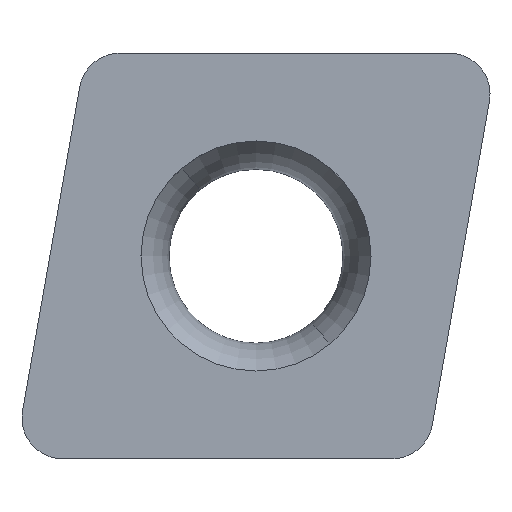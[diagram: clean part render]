
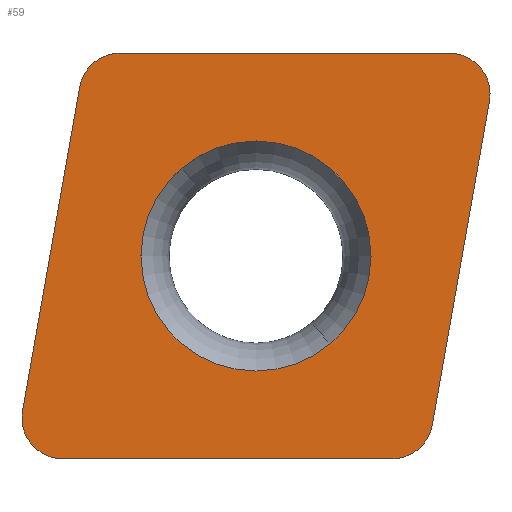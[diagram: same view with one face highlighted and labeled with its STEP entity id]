
A CAD part, top view. The second image highlights one B-rep face of the part: STEP entity #59.
In plain terms, the highlighted planar face has unit normal (0, 0, 1).
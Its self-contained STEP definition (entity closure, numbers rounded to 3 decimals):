
#59=ADVANCED_FACE('',(#81,#82),#75,.T.);
#75=PLANE('',#429);
#81=FACE_BOUND('',#85,.T.);
#82=FACE_BOUND('',#86,.T.);
#85=EDGE_LOOP('',(#103,#104,#105,#106,#107,#108,#109,#110,#111,#112));
#86=EDGE_LOOP('',(#113,#114));
#103=ORIENTED_EDGE('',*,*,#215,.F.);
#104=ORIENTED_EDGE('',*,*,#216,.F.);
#105=ORIENTED_EDGE('',*,*,#217,.F.);
#106=ORIENTED_EDGE('',*,*,#218,.F.);
#107=ORIENTED_EDGE('',*,*,#219,.F.);
#108=ORIENTED_EDGE('',*,*,#220,.F.);
#109=ORIENTED_EDGE('',*,*,#221,.F.);
#110=ORIENTED_EDGE('',*,*,#222,.F.);
#111=ORIENTED_EDGE('',*,*,#223,.F.);
#112=ORIENTED_EDGE('',*,*,#224,.F.);
#113=ORIENTED_EDGE('',*,*,#225,.F.);
#114=ORIENTED_EDGE('',*,*,#226,.F.);
#187=VERTEX_POINT('',#596);
#188=VERTEX_POINT('',#597);
#189=VERTEX_POINT('',#599);
#190=VERTEX_POINT('',#601);
#191=VERTEX_POINT('',#603);
#192=VERTEX_POINT('',#605);
#193=VERTEX_POINT('',#607);
#194=VERTEX_POINT('',#609);
#195=VERTEX_POINT('',#611);
#196=VERTEX_POINT('',#613);
#197=VERTEX_POINT('',#616);
#198=VERTEX_POINT('',#617);
#215=EDGE_CURVE('',#187,#188,#265,.T.);
#216=EDGE_CURVE('',#189,#187,#266,.T.);
#217=EDGE_CURVE('',#190,#189,#327,.T.);
#218=EDGE_CURVE('',#191,#190,#267,.T.);
#219=EDGE_CURVE('',#192,#191,#328,.T.);
#220=EDGE_CURVE('',#193,#192,#268,.T.);
#221=EDGE_CURVE('',#194,#193,#269,.T.);
#222=EDGE_CURVE('',#195,#194,#329,.T.);
#223=EDGE_CURVE('',#196,#195,#270,.T.);
#224=EDGE_CURVE('',#188,#196,#330,.T.);
#225=EDGE_CURVE('',#197,#198,#271,.T.);
#226=EDGE_CURVE('',#198,#197,#272,.T.);
#265=CIRCLE('',#421,0.8);
#266=CIRCLE('',#422,0.8);
#267=CIRCLE('',#423,0.8);
#268=CIRCLE('',#424,0.8);
#269=CIRCLE('',#425,0.8);
#270=CIRCLE('',#426,0.8);
#271=CIRCLE('',#427,2.25);
#272=CIRCLE('',#428,2.25);
#327=LINE('',#600,#351);
#328=LINE('',#604,#352);
#329=LINE('',#610,#353);
#330=LINE('',#614,#354);
#351=VECTOR('',#487,1.);
#352=VECTOR('',#490,1.);
#353=VECTOR('',#495,1.);
#354=VECTOR('',#498,1.);
#421=AXIS2_PLACEMENT_3D('',#595,#483,#484);
#422=AXIS2_PLACEMENT_3D('',#598,#485,#486);
#423=AXIS2_PLACEMENT_3D('',#602,#488,#489);
#424=AXIS2_PLACEMENT_3D('',#606,#491,#492);
#425=AXIS2_PLACEMENT_3D('',#608,#493,#494);
#426=AXIS2_PLACEMENT_3D('',#612,#496,#497);
#427=AXIS2_PLACEMENT_3D('',#615,#499,#500);
#428=AXIS2_PLACEMENT_3D('',#618,#501,#502);
#429=AXIS2_PLACEMENT_3D('',#619,#503,#504);
#483=DIRECTION('',(0.,0.,-1.));
#484=DIRECTION('',(-0.643,0.766,0.));
#485=DIRECTION('',(0.,0.,-1.));
#486=DIRECTION('',(-0.985,0.174,0.));
#487=DIRECTION('',(0.174,0.985,0.));
#488=DIRECTION('',(0.,0.,-1.));
#489=DIRECTION('',(0.,-1.,0.));
#490=DIRECTION('',(-1.,0.,0.));
#491=DIRECTION('',(0.,0.,-1.));
#492=DIRECTION('',(0.643,-0.766,0.));
#493=DIRECTION('',(0.,0.,-1.));
#494=DIRECTION('',(0.985,-0.174,0.));
#495=DIRECTION('',(-0.174,-0.985,0.));
#496=DIRECTION('',(0.,0.,-1.));
#497=DIRECTION('',(0.,1.,0.));
#498=DIRECTION('',(1.,0.,0.));
#499=DIRECTION('',(0.,0.,1.));
#500=DIRECTION('',(0.643,-0.766,0.));
#501=DIRECTION('',(0.,0.,1.));
#502=DIRECTION('',(-0.643,0.766,0.));
#503=DIRECTION('',(0.,0.,1.));
#504=DIRECTION('',(-0.643,0.766,0.));
#595=CARTESIAN_POINT('',(-2.66,3.17,0.));
#596=CARTESIAN_POINT('',(-3.174,3.783,0.));
#597=CARTESIAN_POINT('',(-2.66,3.97,0.));
#598=CARTESIAN_POINT('',(-2.66,3.17,0.));
#599=CARTESIAN_POINT('',(-3.448,3.309,0.));
#600=CARTESIAN_POINT('',(-4.566,-3.031,0.));
#601=CARTESIAN_POINT('',(-4.566,-3.031,0.));
#602=CARTESIAN_POINT('',(-3.778,-3.17,0.));
#603=CARTESIAN_POINT('',(-3.778,-3.97,0.));
#604=CARTESIAN_POINT('',(2.66,-3.97,0.));
#605=CARTESIAN_POINT('',(2.66,-3.97,0.));
#606=CARTESIAN_POINT('',(2.66,-3.17,0.));
#607=CARTESIAN_POINT('',(3.174,-3.783,0.));
#608=CARTESIAN_POINT('',(2.66,-3.17,0.));
#609=CARTESIAN_POINT('',(3.448,-3.309,0.));
#610=CARTESIAN_POINT('',(4.566,3.031,0.));
#611=CARTESIAN_POINT('',(4.566,3.031,0.));
#612=CARTESIAN_POINT('',(3.778,3.17,0.));
#613=CARTESIAN_POINT('',(3.778,3.97,0.));
#614=CARTESIAN_POINT('',(-2.66,3.97,0.));
#615=CARTESIAN_POINT('',(0.,0.,0.));
#616=CARTESIAN_POINT('',(1.446,-1.724,0.));
#617=CARTESIAN_POINT('',(-1.446,1.724,0.));
#618=CARTESIAN_POINT('',(0.,0.,0.));
#619=CARTESIAN_POINT('',(0.,0.,0.));
